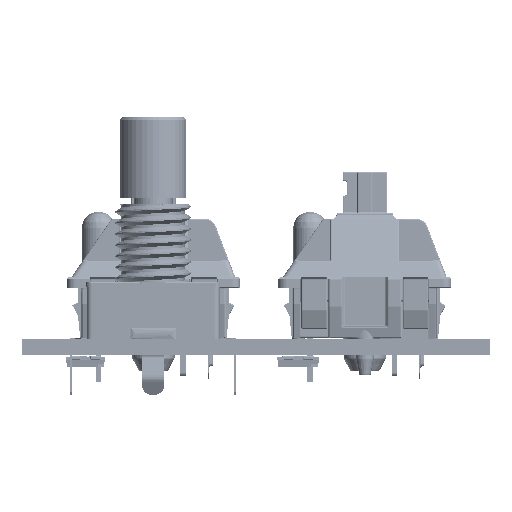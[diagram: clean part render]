
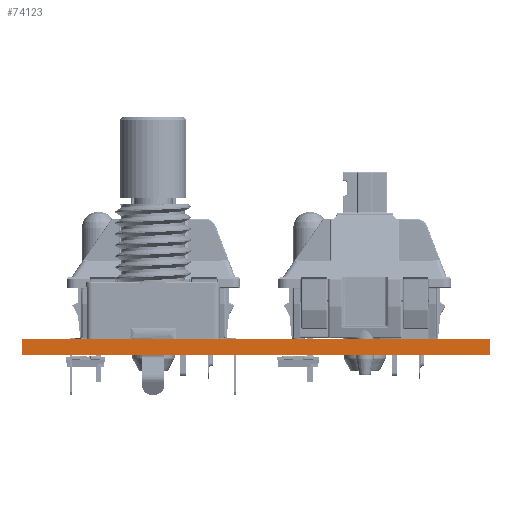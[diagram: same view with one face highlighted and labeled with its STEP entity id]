
A CAD part, left-side view. The second image highlights one B-rep face of the part: STEP entity #74123.
In plain terms, the highlighted planar face has unit normal (-1, 0, 0).
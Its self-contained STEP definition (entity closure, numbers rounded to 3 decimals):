
#74067 = VERTEX_POINT('',#74068);
#74068 = CARTESIAN_POINT('',(54.356,-99.568,1.51));
#74074 = EDGE_CURVE('',#74075,#74067,#74077,.T.);
#74075 = VERTEX_POINT('',#74076);
#74076 = CARTESIAN_POINT('',(54.356,-99.568,0.));
#74077 = LINE('',#74078,#74079);
#74078 = CARTESIAN_POINT('',(54.356,-99.568,0.));
#74079 = VECTOR('',#74080,1.);
#74080 = DIRECTION('',(0.,0.,1.));
#74123 = ADVANCED_FACE('',(#74124),#74149,.T.);
#74124 = FACE_BOUND('',#74125,.T.);
#74125 = EDGE_LOOP('',(#74126,#74127,#74135,#74143));
#74126 = ORIENTED_EDGE('',*,*,#74074,.T.);
#74127 = ORIENTED_EDGE('',*,*,#74128,.T.);
#74128 = EDGE_CURVE('',#74067,#74129,#74131,.T.);
#74129 = VERTEX_POINT('',#74130);
#74130 = CARTESIAN_POINT('',(54.356,-57.404,1.51));
#74131 = LINE('',#74132,#74133);
#74132 = CARTESIAN_POINT('',(54.356,-99.568,1.51));
#74133 = VECTOR('',#74134,1.);
#74134 = DIRECTION('',(0.,1.,0.));
#74135 = ORIENTED_EDGE('',*,*,#74136,.F.);
#74136 = EDGE_CURVE('',#74137,#74129,#74139,.T.);
#74137 = VERTEX_POINT('',#74138);
#74138 = CARTESIAN_POINT('',(54.356,-57.404,0.));
#74139 = LINE('',#74140,#74141);
#74140 = CARTESIAN_POINT('',(54.356,-57.404,0.));
#74141 = VECTOR('',#74142,1.);
#74142 = DIRECTION('',(0.,0.,1.));
#74143 = ORIENTED_EDGE('',*,*,#74144,.F.);
#74144 = EDGE_CURVE('',#74075,#74137,#74145,.T.);
#74145 = LINE('',#74146,#74147);
#74146 = CARTESIAN_POINT('',(54.356,-99.568,0.));
#74147 = VECTOR('',#74148,1.);
#74148 = DIRECTION('',(0.,1.,0.));
#74149 = PLANE('',#74150);
#74150 = AXIS2_PLACEMENT_3D('',#74151,#74152,#74153);
#74151 = CARTESIAN_POINT('',(54.356,-99.568,0.));
#74152 = DIRECTION('',(-1.,0.,0.));
#74153 = DIRECTION('',(0.,1.,0.));
